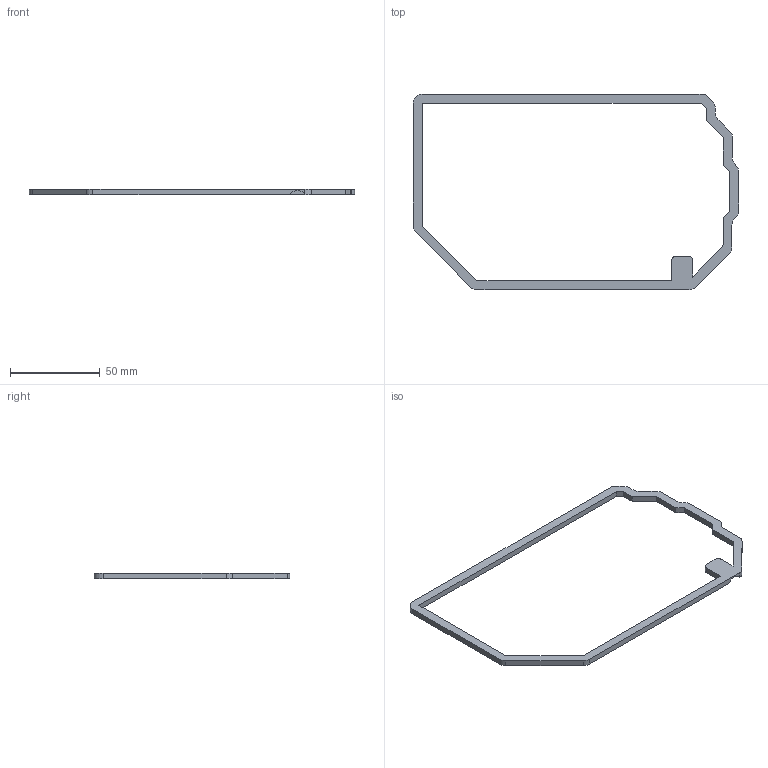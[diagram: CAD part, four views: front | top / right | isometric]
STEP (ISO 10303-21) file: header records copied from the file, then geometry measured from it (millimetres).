
FILE_DESCRIPTION(/* description */ (''),/* implementation_level */ '2;1');
FILE_NAME(/* name */ 'Left Top.step',/* time_stamp */ '2025-09-20T17:30:36+05:30',/* author */ (''),/* organization */ (''),/* preprocessor_version */ 'ST-DEVELOPER v20.1',/* originating_system */ 'Autodesk Translation Framework v14.17.0.0',/* authorisation */ '');
FILE_SCHEMA (('AUTOMOTIVE_DESIGN { 1 0 10303 214 3 1 1 }'));
Length unit declared in the file: millimetre
Products named in the file (1): Left Top
Bounding box: 180.91 x 108.77 x 3.3 mm (x, y, z)
Volume: 8896.6 mm3; surface area: 8962.6 mm2
Topology: 1 solids, 1 shells, 53 faces, 153 edges, 102 vertices
Faces by surface type: plane 37, cylinder 16
Entity records: 1783 total; most frequent: CARTESIAN_POINT 309, ORIENTED_EDGE 306, DIRECTION 293, EDGE_CURVE 153, LINE 121, VECTOR 121, VERTEX_POINT 102, AXIS2_PLACEMENT_3D 86
